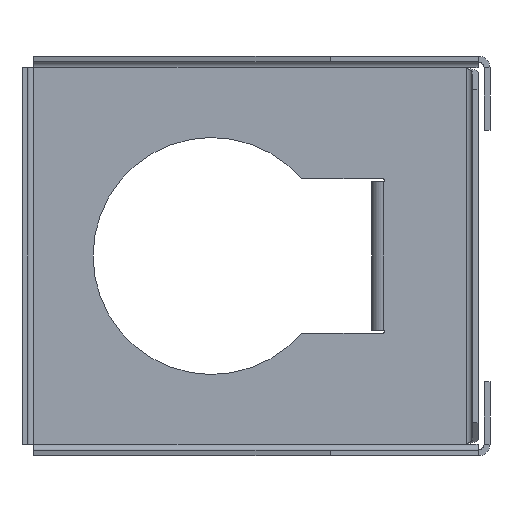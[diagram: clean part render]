
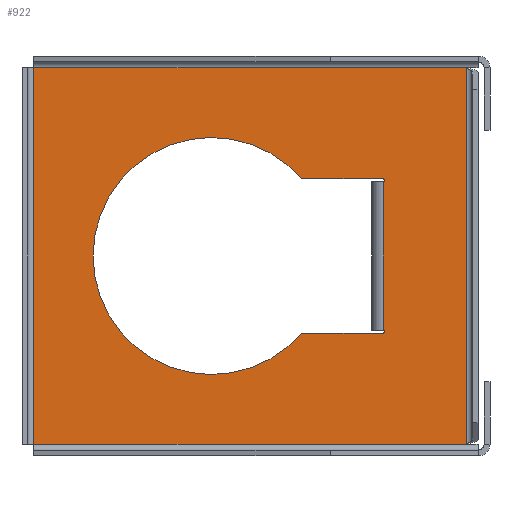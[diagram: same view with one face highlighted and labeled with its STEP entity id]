
A CAD part, front view. The second image highlights one B-rep face of the part: STEP entity #922.
In plain terms, the highlighted planar face has unit normal (0, -1, 0).
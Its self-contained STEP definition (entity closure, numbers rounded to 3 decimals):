
#15=CARTESIAN_POINT('',(43.,0.,-25.5));
#16=DIRECTION('',(0.,-1.,0.));
#17=DIRECTION('',(0.,0.,-1.));
#18=AXIS2_PLACEMENT_3D('',#15,#16,#17);
#20=CARTESIAN_POINT('',(43.,0.,25.5));
#21=DIRECTION('',(0.,1.,0.));
#22=DIRECTION('',(0.,0.,1.));
#23=AXIS2_PLACEMENT_3D('',#20,#21,#22);
#25=DIRECTION('',(1.,0.,0.));
#26=VECTOR('',#25,27.603);
#27=CARTESIAN_POINT('',(15.397,0.,26.));
#28=LINE('',#27,#26);
#29=CARTESIAN_POINT('',(-15.,0.,0.));
#30=DIRECTION('',(0.,1.,0.));
#31=DIRECTION('',(0.76,0.,-0.65));
#32=AXIS2_PLACEMENT_3D('',#29,#30,#31);
#34=DIRECTION('',(1.,0.,0.));
#35=VECTOR('',#34,27.603);
#36=CARTESIAN_POINT('',(15.397,0.,-26.));
#37=LINE('',#36,#35);
#51=DIRECTION('',(1.,0.,0.));
#52=VECTOR('',#51,146.);
#53=CARTESIAN_POINT('',(-75.,0.,63.5));
#54=LINE('',#53,#52);
#310=DIRECTION('',(1.,0.,0.));
#311=VECTOR('',#310,146.);
#312=CARTESIAN_POINT('',(-75.,0.,-63.5));
#313=LINE('',#312,#311);
#532=DIRECTION('',(0.,0.,-1.));
#533=VECTOR('',#532,127.);
#534=CARTESIAN_POINT('',(-75.,0.,63.5));
#535=LINE('',#534,#533);
#577=DIRECTION('',(0.,0.,1.));
#578=VECTOR('',#577,127.);
#579=CARTESIAN_POINT('',(71.,0.,-63.5));
#580=LINE('',#579,#578);
#655=DIRECTION('',(0.,0.,1.));
#656=VECTOR('',#655,50.);
#657=CARTESIAN_POINT('',(43.,0.,-25.));
#658=LINE('',#657,#656);
#737=CARTESIAN_POINT('',(-75.,0.,-63.5));
#738=VERTEX_POINT('',#737);
#739=CARTESIAN_POINT('',(-75.,0.,63.5));
#740=VERTEX_POINT('',#739);
#845=CARTESIAN_POINT('',(71.,0.,63.5));
#846=VERTEX_POINT('',#845);
#849=CARTESIAN_POINT('',(71.,0.,-63.5));
#850=VERTEX_POINT('',#849);
#869=CARTESIAN_POINT('',(43.,0.,26.));
#870=CARTESIAN_POINT('',(43.,0.,25.));
#871=VERTEX_POINT('',#869);
#872=VERTEX_POINT('',#870);
#873=CARTESIAN_POINT('',(15.397,0.,26.));
#874=VERTEX_POINT('',#873);
#881=CARTESIAN_POINT('',(43.,0.,-26.));
#882=CARTESIAN_POINT('',(43.,0.,-25.));
#883=VERTEX_POINT('',#881);
#884=VERTEX_POINT('',#882);
#885=CARTESIAN_POINT('',(15.397,0.,-26.));
#886=VERTEX_POINT('',#885);
#893=CARTESIAN_POINT('',(0.,0.,0.));
#894=DIRECTION('',(0.,1.,0.));
#895=DIRECTION('',(1.,0.,0.));
#896=AXIS2_PLACEMENT_3D('',#893,#894,#895);
#897=PLANE('',#896);
#899=ORIENTED_EDGE('',*,*,#898,.T.);
#901=ORIENTED_EDGE('',*,*,#900,.F.);
#903=ORIENTED_EDGE('',*,*,#902,.F.);
#905=ORIENTED_EDGE('',*,*,#904,.F.);
#906=EDGE_LOOP('',(#899,#901,#903,#905));
#907=FACE_OUTER_BOUND('',#906,.F.);
#909=ORIENTED_EDGE('',*,*,#908,.T.);
#911=ORIENTED_EDGE('',*,*,#910,.T.);
#913=ORIENTED_EDGE('',*,*,#912,.F.);
#915=ORIENTED_EDGE('',*,*,#914,.F.);
#917=ORIENTED_EDGE('',*,*,#916,.F.);
#919=ORIENTED_EDGE('',*,*,#918,.T.);
#920=EDGE_LOOP('',(#909,#911,#913,#915,#917,#919));
#921=FACE_BOUND('',#920,.F.);
#19=CIRCLE('',#18,0.5);
#24=CIRCLE('',#23,0.5);
#33=CIRCLE('',#32,40.);
#898=EDGE_CURVE('',#740,#846,#54,.T.);
#900=EDGE_CURVE('',#850,#846,#580,.T.);
#902=EDGE_CURVE('',#738,#850,#313,.T.);
#904=EDGE_CURVE('',#740,#738,#535,.T.);
#908=EDGE_CURVE('',#883,#884,#19,.T.);
#910=EDGE_CURVE('',#884,#872,#658,.T.);
#912=EDGE_CURVE('',#871,#872,#24,.T.);
#914=EDGE_CURVE('',#874,#871,#28,.T.);
#916=EDGE_CURVE('',#886,#874,#33,.T.);
#918=EDGE_CURVE('',#886,#883,#37,.T.);
#922=ADVANCED_FACE('',(#907,#921),#897,.F.);
